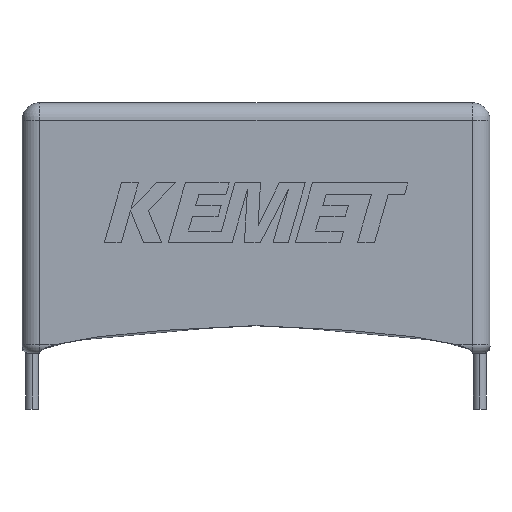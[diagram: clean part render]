
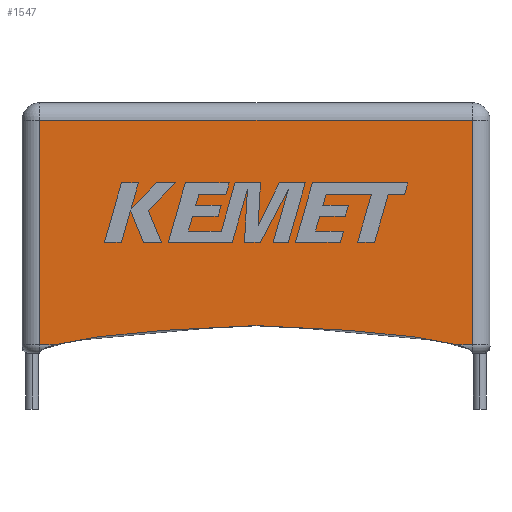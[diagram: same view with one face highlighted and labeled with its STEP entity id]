
A CAD part, top view. The second image highlights one B-rep face of the part: STEP entity #1547.
In plain terms, the highlighted planar face has unit normal (0, 0, 1).
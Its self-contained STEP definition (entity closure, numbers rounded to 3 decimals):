
#87 = DIRECTION ( 'NONE',  ( -1., 0., 0. ) ) ;
#118 = VERTEX_POINT ( 'NONE', #4209 ) ;
#179 = CARTESIAN_POINT ( 'NONE',  ( 24.774, 0.5, 6.89 ) ) ;
#183 = CARTESIAN_POINT ( 'NONE',  ( 1., 0.5, 6.89 ) ) ;
#207 = LINE ( 'NONE', #1557, #3869 ) ;
#252 = VECTOR ( 'NONE', #4301, 1000. ) ;
#254 = CARTESIAN_POINT ( 'NONE',  ( 25.67, 0., 6.89 ) ) ;
#288 = CARTESIAN_POINT ( 'NONE',  ( 22.128, 1.236, 6.89 ) ) ;
#389 = VECTOR ( 'NONE', #3799, 1000. ) ;
#415 = LINE ( 'NONE', #3921, #4330 ) ;
#634 = CARTESIAN_POINT ( 'NONE',  ( 13.335, 1.58, 6.89 ) ) ;
#675 = CARTESIAN_POINT ( 'NONE',  ( 24.774, 0.5, 6.89 ) ) ;
#830 = EDGE_CURVE ( 'NONE', #4267, #4463, #1274, .T. ) ;
#836 = CARTESIAN_POINT ( 'NONE',  ( 25.67, 13.28, 6.89 ) ) ;
#1009 = CARTESIAN_POINT ( 'NONE',  ( 14.655, 1.58, 6.89 ) ) ;
#1274 = LINE ( 'NONE', #2202, #252 ) ;
#1384 = B_SPLINE_CURVE_WITH_KNOTS ( 'NONE', 3,
 ( #634, #1009, #288, #675 ),
 .UNSPECIFIED., .F., .F.,
 ( 4, 4 ),
 ( 0., 0.83 ),
 .UNSPECIFIED. ) ;
#1547 = ADVANCED_FACE ( 'NONE', ( #4602 ), #3654, .F. ) ;
#1557 = CARTESIAN_POINT ( 'NONE',  ( 0., 0.5, 6.89 ) ) ;
#1621 = ORIENTED_EDGE ( 'NONE', *, *, #2469, .T. ) ;
#1630 = DIRECTION ( 'NONE',  ( 1., 0., 0. ) ) ;
#1643 = CARTESIAN_POINT ( 'NONE',  ( 25.67, 0.5, 6.89 ) ) ;
#1679 = DIRECTION ( 'NONE',  ( 0., 1., 0. ) ) ;
#1696 = EDGE_CURVE ( 'NONE', #3445, #4574, #4491, .T. ) ;
#1850 = ORIENTED_EDGE ( 'NONE', *, *, #1696, .T. ) ;
#1858 = EDGE_CURVE ( 'NONE', #118, #3721, #1384, .T. ) ;
#1862 = CARTESIAN_POINT ( 'NONE',  ( 12.015, 1.58, 6.89 ) ) ;
#1888 = CARTESIAN_POINT ( 'NONE',  ( 13.335, 1.58, 6.89 ) ) ;
#1900 = ORIENTED_EDGE ( 'NONE', *, *, #4257, .F. ) ;
#1929 = CARTESIAN_POINT ( 'NONE',  ( 0., 0., 6.89 ) ) ;
#1979 = VERTEX_POINT ( 'NONE', #1643 ) ;
#2050 = ORIENTED_EDGE ( 'NONE', *, *, #830, .T. ) ;
#2157 = ORIENTED_EDGE ( 'NONE', *, *, #4514, .T. ) ;
#2202 = CARTESIAN_POINT ( 'NONE',  ( 0., 13.28, 6.89 ) ) ;
#2230 = EDGE_LOOP ( 'NONE', ( #2526, #1621, #4038, #2050, #2157, #1850, #1900 ) ) ;
#2245 = CARTESIAN_POINT ( 'NONE',  ( 4.542, 1.236, 6.89 ) ) ;
#2469 = EDGE_CURVE ( 'NONE', #3721, #1979, #207, .T. ) ;
#2526 = ORIENTED_EDGE ( 'NONE', *, *, #1858, .T. ) ;
#2583 = CARTESIAN_POINT ( 'NONE',  ( 1.896, 0.5, 6.89 ) ) ;
#2633 = AXIS2_PLACEMENT_3D ( 'NONE', #1929, #3343, #87 ) ;
#2662 = EDGE_CURVE ( 'NONE', #1979, #4267, #3440, .T. ) ;
#2882 = VECTOR ( 'NONE', #1679, 1000. ) ;
#3113 = CARTESIAN_POINT ( 'NONE',  ( 1., 13.28, 6.89 ) ) ;
#3343 = DIRECTION ( 'NONE',  ( 0., 0., -1. ) ) ;
#3440 = LINE ( 'NONE', #254, #2882 ) ;
#3445 = VERTEX_POINT ( 'NONE', #183 ) ;
#3654 = PLANE ( 'NONE',  #2633 ) ;
#3663 = CARTESIAN_POINT ( 'NONE',  ( 1.896, 0.5, 6.89 ) ) ;
#3721 = VERTEX_POINT ( 'NONE', #179 ) ;
#3799 = DIRECTION ( 'NONE',  ( 1., 0., 0. ) ) ;
#3869 = VECTOR ( 'NONE', #1630, 1000. ) ;
#3921 = CARTESIAN_POINT ( 'NONE',  ( 1., 0., 6.89 ) ) ;
#4038 = ORIENTED_EDGE ( 'NONE', *, *, #2662, .T. ) ;
#4173 = CARTESIAN_POINT ( 'NONE',  ( 0., 0.5, 6.89 ) ) ;
#4209 = CARTESIAN_POINT ( 'NONE',  ( 13.335, 1.58, 6.89 ) ) ;
#4232 = B_SPLINE_CURVE_WITH_KNOTS ( 'NONE', 3,
 ( #1888, #1862, #2245, #3663 ),
 .UNSPECIFIED., .F., .F.,
 ( 4, 4 ),
 ( 0., 0.83 ),
 .UNSPECIFIED. ) ;
#4257 = EDGE_CURVE ( 'NONE', #118, #4574, #4232, .T. ) ;
#4267 = VERTEX_POINT ( 'NONE', #836 ) ;
#4301 = DIRECTION ( 'NONE',  ( -1., 0., 0. ) ) ;
#4330 = VECTOR ( 'NONE', #4334, 1000. ) ;
#4334 = DIRECTION ( 'NONE',  ( 0., -1., 0. ) ) ;
#4463 = VERTEX_POINT ( 'NONE', #3113 ) ;
#4491 = LINE ( 'NONE', #4173, #389 ) ;
#4514 = EDGE_CURVE ( 'NONE', #4463, #3445, #415, .T. ) ;
#4574 = VERTEX_POINT ( 'NONE', #2583 ) ;
#4602 = FACE_OUTER_BOUND ( 'NONE', #2230, .T. ) ;
